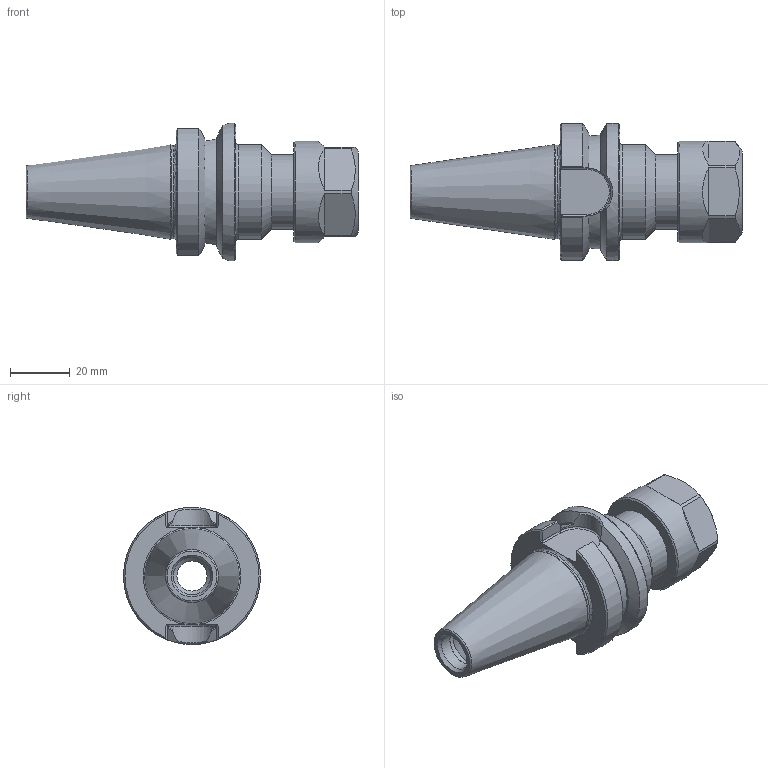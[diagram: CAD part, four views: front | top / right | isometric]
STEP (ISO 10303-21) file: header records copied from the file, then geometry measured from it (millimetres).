
FILE_DESCRIPTION(/* description */ ('ER COLLET CHUCK'),/* implementation_level */ '2;1');
FILE_NAME(/* name */ 'B30-20ERP248.stp',/* time_stamp */ '2015-09-18T14:54:12-04:00',/* author */ ('shapei'),/* organization */ (''),/* preprocessor_version */ 'ST-DEVELOPER v16.1',/* originating_system */ 'Autodesk Inventor 2016',/* authorisation */ '');
FILE_SCHEMA (('AUTOMOTIVE_DESIGN { 1 0 10303 214 3 1 1 }'));
Length unit declared in the file: inch
Products named in the file (3): B30-20ER236-1; 20ERHPN; B30-20ERP248
Assembly tree (2 placements, depth 2):
  B30-20ERP248
    B30-20ER236-1
    20ERHPN
Bounding box: 111.4 x 46 x 46 mm (x, y, z)
Volume: 64841.9 mm3; surface area: 20518.2 mm2
Topology: 2 solids, 2 shells, 104 faces, 255 edges, 158 vertices
Faces by surface type: plane 39, cylinder 28, cone 26, torus 8, bspline 3
Full cylindrical faces by diameter (mm): 10.109 x1, 12.512 x1, 12.751 x1, 13.122 x1, 14.478 x1, 14.91 x1, 20.066 x1, 23.52 x1, 25 x1, 25.527 x1, 31.242 x1, 31.75 x1, 34.036 x1, 45.999 x1
Entity records: 3112 total; most frequent: CARTESIAN_POINT 805, DIRECTION 464, ORIENTED_EDGE 414, EDGE_CURVE 207, AXIS2_PLACEMENT_3D 197, EDGE_LOOP 151, VERTEX_POINT 150, FACE_OUTER_BOUND 104
